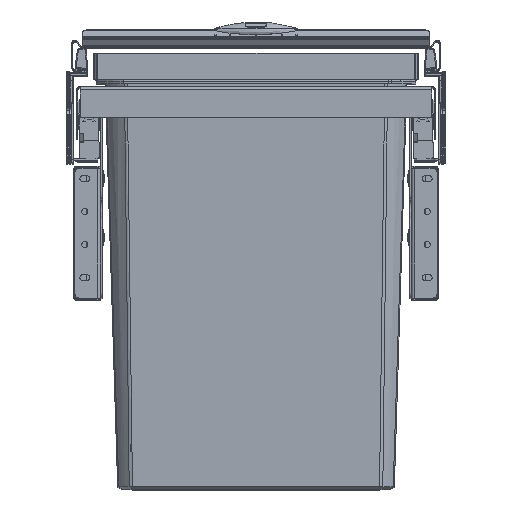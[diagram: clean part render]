
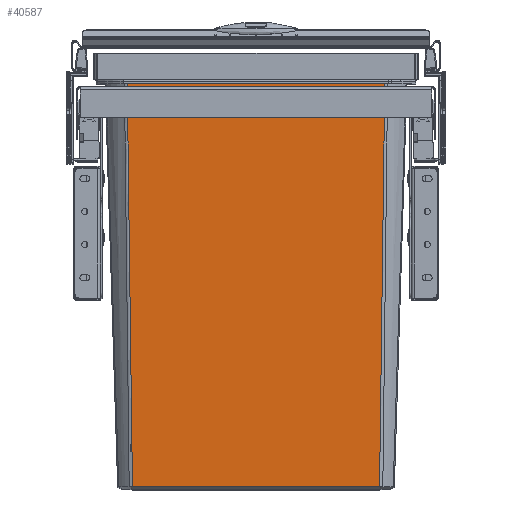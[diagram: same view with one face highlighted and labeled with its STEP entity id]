
A CAD part, top view. The second image highlights one B-rep face of the part: STEP entity #40587.
In plain terms, the highlighted planar face has unit normal (0, -0.031, 1).
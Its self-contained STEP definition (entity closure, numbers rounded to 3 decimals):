
#9759=EDGE_CURVE('9833',#18725,#18722,#18726,.T.);
#9811=EDGE_CURVE('9781',#18722,#18793,#18796,.T.);
#9813=EDGE_CURVE('9817',#18798,#18793,#18799,.T.);
#9815=EDGE_CURVE('9786',#18725,#18798,#18801,.T.);
#18722=VERTEX_POINT('',#39212);
#18725=VERTEX_POINT('',#39223);
#18726=LINE('',#39224,#39225);
#18793=VERTEX_POINT('',#39442);
#18796=B_SPLINE_CURVE_WITH_KNOTS('',3,(#39452,#39453,#39454,#39455,#39456,#39457),.UNSPECIFIED.,.F.,.F.,(4,1,1,4),(0.0,0.333,0.667,1.0),.UNSPECIFIED.);
#18798=VERTEX_POINT('',#39460);
#18799=LINE('',#39461,#39462);
#18801=B_SPLINE_CURVE_WITH_KNOTS('',3,(#39465,#39466,#39467,#39468,#39469,#39470),.UNSPECIFIED.,.F.,.F.,(4,1,1,4),(0.0,0.333,0.667,1.0),.UNSPECIFIED.);
#39212=CARTESIAN_POINT('',(-124.929,12.55,-15.429));
#39223=CARTESIAN_POINT('',(124.929,12.55,-15.429));
#39224=CARTESIAN_POINT('',(124.929,12.55,-15.429));
#39225=VECTOR('',#55406,249.857);
#39442=CARTESIAN_POINT('',(-119.774,-387.579,-27.901));
#39452=CARTESIAN_POINT('',(-124.929,12.55,-15.429));
#39453=CARTESIAN_POINT('',(-124.317,-35.558,-16.928));
#39454=CARTESIAN_POINT('',(-123.121,-129.334,-19.851));
#39455=CARTESIAN_POINT('',(-121.415,-262.06,-23.989));
#39456=CARTESIAN_POINT('',(-120.315,-346.484,-26.62));
#39457=CARTESIAN_POINT('',(-119.774,-387.579,-27.901));
#39460=CARTESIAN_POINT('',(119.774,-387.579,-27.901));
#39461=CARTESIAN_POINT('',(119.774,-387.579,-27.901));
#39462=VECTOR('',#55416,239.548);
#39465=CARTESIAN_POINT('',(124.929,12.55,-15.429));
#39466=CARTESIAN_POINT('',(124.317,-35.558,-16.928));
#39467=CARTESIAN_POINT('',(123.121,-129.335,-19.851));
#39468=CARTESIAN_POINT('',(121.415,-262.06,-23.989));
#39469=CARTESIAN_POINT('',(120.315,-346.484,-26.62));
#39470=CARTESIAN_POINT('',(119.774,-387.579,-27.901));
#40587=ADVANCED_FACE('7138',(#55773),#55774,.T.);
#55406=DIRECTION('',(-1.0,0.0,0.0));
#55416=DIRECTION('',(-1.0,0.,0.0));
#55773=FACE_OUTER_BOUND('',#68620,.T.);
#55774=PLANE('',#68621);
#68620=EDGE_LOOP('',(#106800,#106801,#106802,#106803));
#68621=AXIS2_PLACEMENT_3D('',#106804,#106805,#106806);
#106800=ORIENTED_EDGE('',*,*,#9813,.F.);
#106801=ORIENTED_EDGE('',*,*,#9815,.F.);
#106802=ORIENTED_EDGE('',*,*,#9759,.T.);
#106803=ORIENTED_EDGE('',*,*,#9811,.T.);
#106804=CARTESIAN_POINT('',(0.,-177.719,-21.36));
#106805=DIRECTION('',(0.0,-0.031,1.));
#106806=DIRECTION('',(1.0,0.0,0.0));
